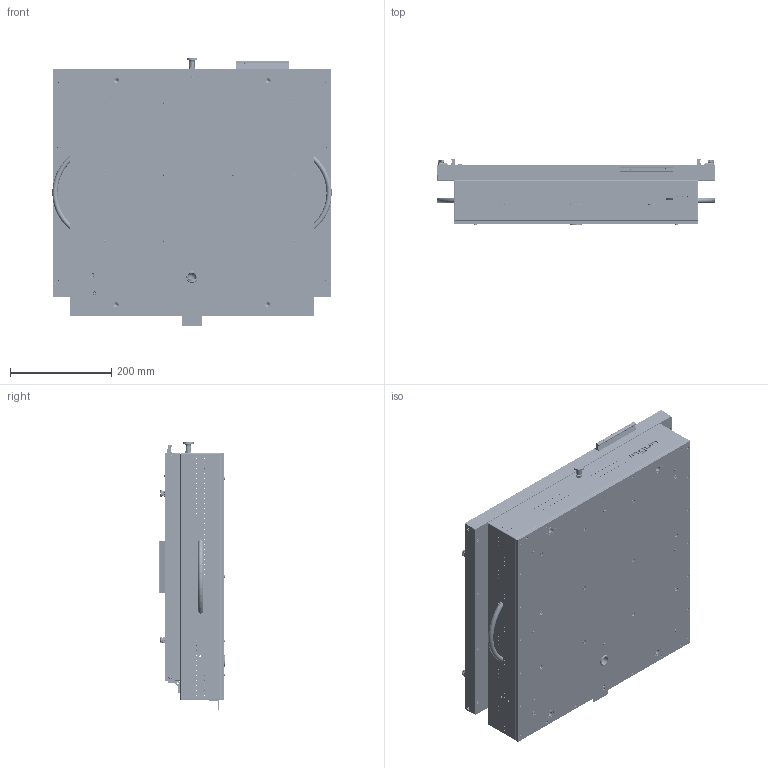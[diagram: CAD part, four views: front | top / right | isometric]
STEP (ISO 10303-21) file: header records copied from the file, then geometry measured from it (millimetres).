
FILE_DESCRIPTION (( 'STEP AP214' ), '1' );
FILE_NAME ('INGUN_30625.STEP', '2020-09-14T09:49:17', ( '' ), ( '' ), 'SwSTEP 2.0', 'SolidWorks 2018', '' );
FILE_SCHEMA (( 'AUTOMOTIVE_DESIGN' ));
Length unit declared in the file: millimetre
Products named in the file (64): GKS-414-0007~-g-k-s_S; 18001~1_S; 19420~3; 3069~0; 3426~0_S; 11657~0; 28309~0; 3484~0; 9830~0; 20300~1_KUNDE<Default>; KS-113-Master~-k-s_KS-113 23; 30548~0; DIN7991~n_M04,0x016; 4137~0; 3308~6; 30624~0_KUNDE<S>; 30543~0_KUNDE<S>; DIN7991~n_M03,0x020; 3274~0; 30547~0_KUNDE<S>; DIN6325~n_04,0m6x008; 1592~6; 2897~0_M 4 x 8; INGUN_30625; 11655~0; DIN912~n_M04,0x006; 1571~2; 20901_01~0; 2865~8; 8237~1; 20901~0; 2281~0; 16950~1; DIN7~n_04,0m6x004; 28308~0; 3408~0; 15127~0; 20902~0; 2593~0; 2196~6 ...
Assembly tree (186 placements, depth 5):
  INGUN_30625
    30547~0_KUNDE<S>
      30548~0
      30543~0_KUNDE<S>
        30544~0_KUNDE<Standard>
        9830~0  x8
        11657~0
        19420~3
        30546~0  x4
        9829~1_S  x3
        3277~0  x12
        2965~0  x8
      2281~0_270ø<Standard>  x2
        2281~0
      20902~0  x2
      2511~0
      11655~0
      16950~1
      21112~0  x2
      15127~0  x32
      20901~0
        20901~0_ohne Schiebeteil<Standard>
        20901_01~0
      3512~0_Stadard  x2
      3024_DIN_934_M5,_Sechskantmutter~0  x2
      2897~0_M 4 x 8  x2
      2899~0  x8
    30624~0_KUNDE<S>
      20300~1_KUNDE<Default>
      15329~3_S
        18001~1_S
        28308~0  x2
        28309~0
        DIN912~n_M05,0x020  x4
      3249~6
      2196~6  x3
      2229~6  x3
      1571~2  x4
      8237~1  x2
      2578~4  x4
      3008~0  x4
      3069~0
      11657~0
      19420~3
      1592~6
      4137~0
        KS-113-Master~-k-s_KS-113 23
        GKS-414-0007~-g-k-s_S
        2806~1
        3917~3_M 3 A
      3408~0
        3308~6
          2865~8
          2593~0
          3274~0
          3484~0
          1656~4
          3426~0_S  x2
        GKS-503-0006~0_S
        KS-103_23_ada~0
Bounding box: 552.78 x 132 x 532 mm (x, y, z)
Volume: 6996592.2 mm3; surface area: 2300034.2 mm2
Topology: 182 solids, 182 shells, 8212 faces, 21169 edges, 13453 vertices
Faces by surface type: cylinder 3453, cone 2316, plane 2168, torus 192, sphere 71, bspline 12
Entity records: 105415 total; most frequent: CARTESIAN_POINT 19693, DIRECTION 17571, ORIENTED_EDGE 15356, EDGE_CURVE 7678, AXIS2_PLACEMENT_3D 7058, VERTEX_POINT 4976, EDGE_LOOP 4052, CIRCLE 3907
